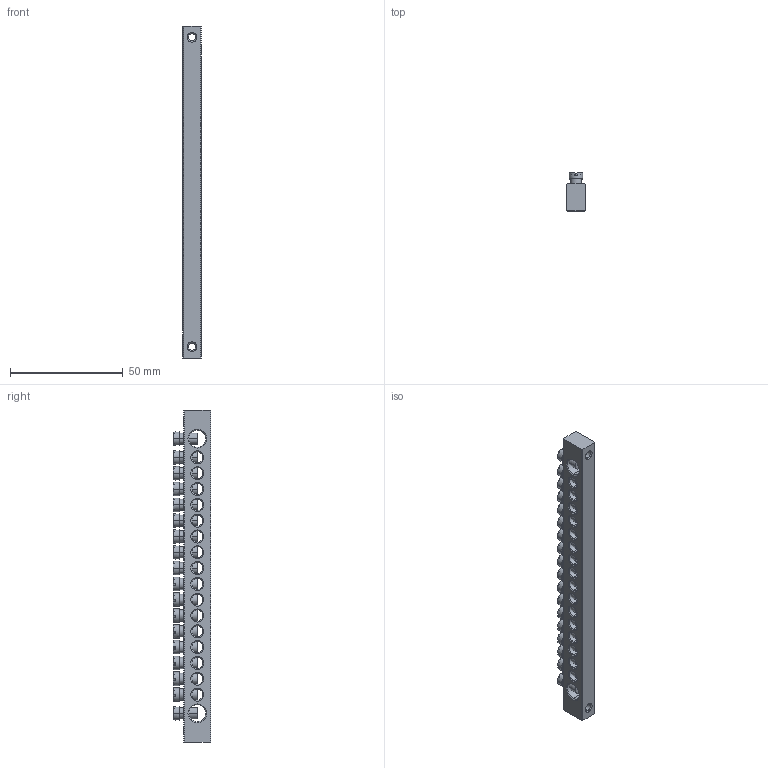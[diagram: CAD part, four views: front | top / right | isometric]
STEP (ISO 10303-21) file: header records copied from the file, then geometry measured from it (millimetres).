
FILE_DESCRIPTION (( 'STEP AP214' ), '1' );
FILE_NAME ('YNN21-18-100 Øèíà PEN çåìëÿ-íîëü 8õ12ìì 18_2 (18ãðóïïû_êðåï ïî êðàÿì) ÈÝÊ.STEP', '2016-08-24T13:31:31', ( 'user' ), ( '' ), 'SwSTEP 2.0', 'SolidWorks 2014', '' );
FILE_SCHEMA (( 'AUTOMOTIVE_DESIGN' ));
Length unit declared in the file: millimetre
Products named in the file (3): YNN21-18-100 Øèíà PEN çåìëÿ-íîëü 8õ12ìì 18_2 (18ãðóïïû_êðåï ïî êðàÿì) ÈÝÊ; Øèíà ÂõÍ n-2_8å12 18-2; Âèíò_Œ5
Assembly tree (19 placements, depth 2):
  YNN21-18-100 Øèíà PEN çåìëÿ-íîëü 8õ12ìì 18_2 (18ãðóïïû_êðåï ïî êðàÿì) ÈÝÊ
    Øèíà ÂõÍ n-2_8å12 18-2
    Âèíò_Œ5  x18
Bounding box: 8 x 16.7 x 147 mm (x, y, z)
Volume: 13613.4 mm3; surface area: 12433.3 mm2
Topology: 19 solids, 19 shells, 918 faces, 2420 edges, 1558 vertices
Faces by surface type: plane 622, cone 148, cylinder 148
Entity records: 8900 total; most frequent: CARTESIAN_POINT 2379, DIRECTION 1312, ORIENTED_EDGE 1164, EDGE_CURVE 582, AXIS2_PLACEMENT_3D 524, VERTEX_POINT 351, EDGE_LOOP 317, VECTOR 264
